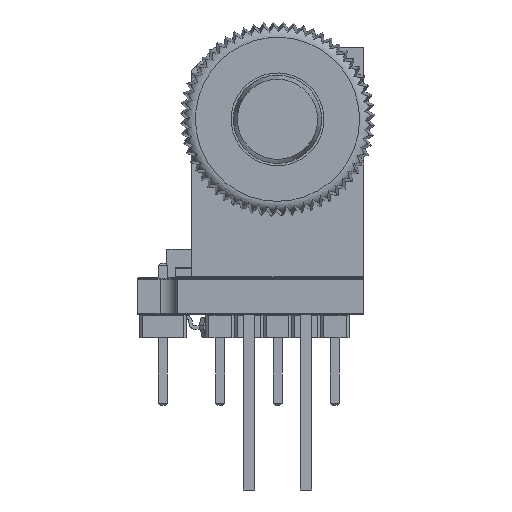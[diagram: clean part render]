
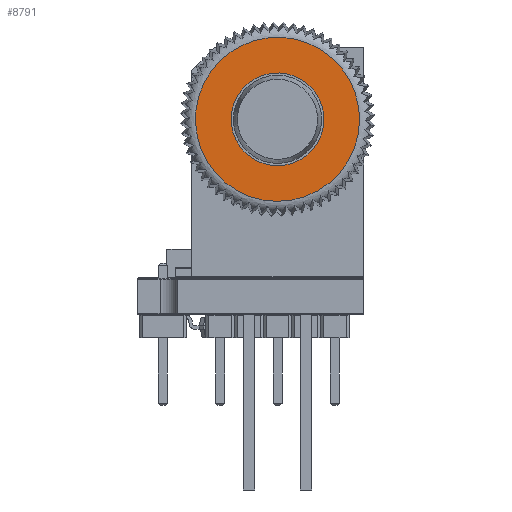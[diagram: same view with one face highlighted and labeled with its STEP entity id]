
A CAD part, front view. The second image highlights one B-rep face of the part: STEP entity #8791.
In plain terms, the highlighted face is planar.
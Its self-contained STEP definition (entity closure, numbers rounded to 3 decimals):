
#1885 = VERTEX_POINT('',#1886);
#1886 = CARTESIAN_POINT('',(24.517,-2.008,
    7.433));
#1891 = EDGE_CURVE('',#1885,#1885,#1892,.T.);
#1892 = CIRCLE('',#1893,2.057);
#1893 = AXIS2_PLACEMENT_3D('',#1894,#1895,#1896);
#1894 = CARTESIAN_POINT('',(24.517,0.,6.985));
#1895 = DIRECTION('',(-1.,0.,0.));
#1896 = DIRECTION('',(0.,-0.976,0.218)
  );
#2014 = EDGE_CURVE('',#2015,#2017,#2019,.T.);
#2015 = VERTEX_POINT('',#2016);
#2016 = CARTESIAN_POINT('',(24.517,0.792,
    10.535));
#2017 = VERTEX_POINT('',#2018);
#2018 = CARTESIAN_POINT('',(24.517,-0.037,
    3.348));
#2019 = CIRCLE('',#2020,3.637);
#2020 = AXIS2_PLACEMENT_3D('',#2021,#2022,#2023);
#2021 = CARTESIAN_POINT('',(24.517,0.,6.985));
#2022 = DIRECTION('',(-1.,0.,0.));
#2023 = DIRECTION('',(0.,-0.218,
    -0.976));
#4263 = EDGE_CURVE('',#2017,#2015,#4264,.T.);
#4264 = CIRCLE('',#4265,3.637);
#4265 = AXIS2_PLACEMENT_3D('',#4266,#4267,#4268);
#4266 = CARTESIAN_POINT('',(24.517,0.,6.985));
#4267 = DIRECTION('',(-1.,0.,0.));
#4268 = DIRECTION('',(0.,-0.218,
    -0.976));
#8791 = ADVANCED_FACE('',(#8792,#8795),#8799,.T.);
#8792 = FACE_BOUND('',#8793,.T.);
#8793 = EDGE_LOOP('',(#8794));
#8794 = ORIENTED_EDGE('',*,*,#1891,.T.);
#8795 = FACE_BOUND('',#8796,.T.);
#8796 = EDGE_LOOP('',(#8797,#8798));
#8797 = ORIENTED_EDGE('',*,*,#2014,.F.);
#8798 = ORIENTED_EDGE('',*,*,#4263,.F.);
#8799 = PLANE('',#8800);
#8800 = AXIS2_PLACEMENT_3D('',#8801,#8802,#8803);
#8801 = CARTESIAN_POINT('',(24.517,0.,6.985));
#8802 = DIRECTION('',(1.,0.,0.));
#8803 = DIRECTION('',(0.,0.,1.));
